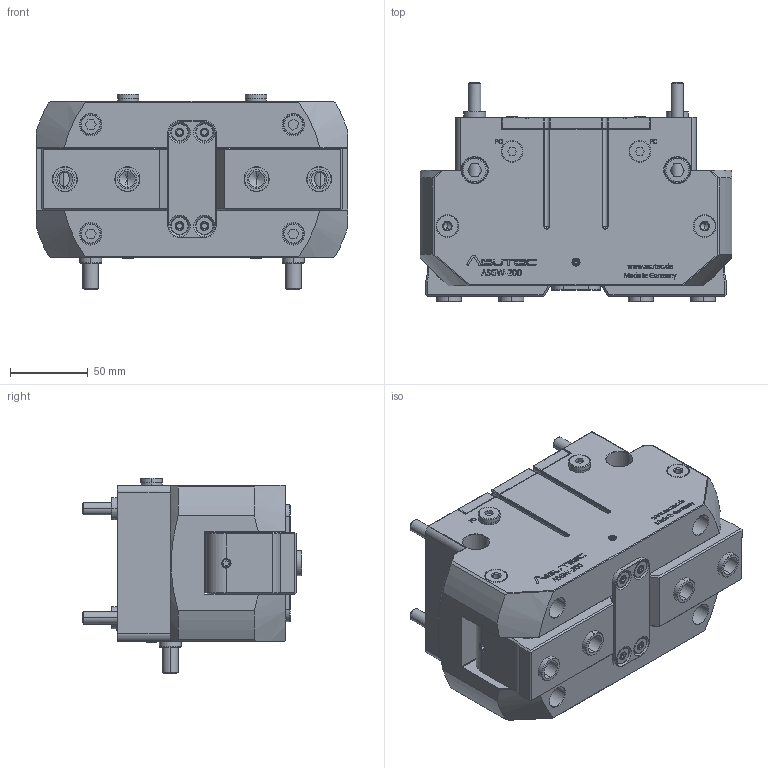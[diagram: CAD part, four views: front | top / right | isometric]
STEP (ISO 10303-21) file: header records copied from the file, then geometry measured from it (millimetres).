
FILE_DESCRIPTION (( 'STEP AP214' ), '1' );
FILE_NAME ('ASUTEC_ASGW-200.STEP', '2021-08-09T07:42:34', ( '' ), ( '' ), 'SwSTEP 2.0', 'SolidWorks 2020', '' );
FILE_SCHEMA (( 'AUTOMOTIVE_DESIGN' ));
Length unit declared in the file: millimetre
Products named in the file (1): ASUTEC_ASGW-200
Bounding box: 200 x 140.9 x 125.6 mm (x, y, z)
Volume: 1735835.9 mm3; surface area: 251689.3 mm2
Topology: 4 solids, 31 shells, 2737 faces, 6766 edges, 4212 vertices
Faces by surface type: plane 823, cylinder 777, cone 573, bspline 444, torus 116, sphere 4
Entity records: 136221 total; most frequent: CARTESIAN_POINT 45310, ORIENTED_EDGE 13428, DIRECTION 11098, EDGE_CURVE 6714, VERTEX_POINT 4212, AXIS2_PLACEMENT_3D 3958, LINE 3182, VECTOR 3182
